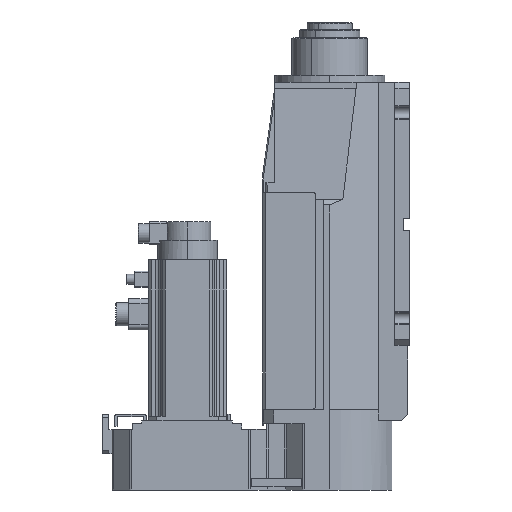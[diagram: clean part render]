
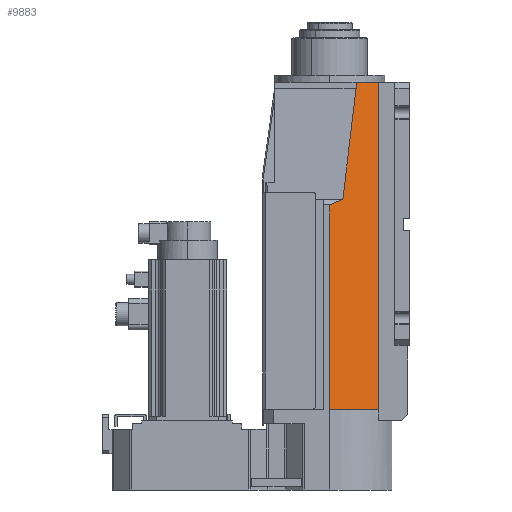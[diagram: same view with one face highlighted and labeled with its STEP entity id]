
A CAD part, left-side view. The second image highlights one B-rep face of the part: STEP entity #9883.
In plain terms, the highlighted planar face has unit normal (-0.917, -0.399, 0).
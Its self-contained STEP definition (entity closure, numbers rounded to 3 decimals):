
#2926 = CARTESIAN_POINT ( 'NONE',  ( -91., -43.682, 565. ) ) ;
#2982 = DIRECTION ( 'NONE',  ( 0., 0., -1. ) ) ;
#2983 = VECTOR ( 'NONE', #2982, 1000. ) ;
#2984 = CARTESIAN_POINT ( 'NONE',  ( -91., -43.682, 23. ) ) ;
#2985 = LINE ( 'NONE', #2984, #2983 ) ;
#2991 = CARTESIAN_POINT ( 'NONE',  ( -91., -43.682, 555. ) ) ;
#3020 = CARTESIAN_POINT ( 'NONE',  ( -100.5, -21.841, 371.5 ) ) ;
#3091 = DIRECTION ( 'NONE',  ( -0.051, 0.118, -0.992 ) ) ;
#3092 = VECTOR ( 'NONE', #3091, 1000. ) ;
#3093 = CARTESIAN_POINT ( 'NONE',  ( -91., -43.682, 555. ) ) ;
#3094 = LINE ( 'NONE', #3093, #3092 ) ;
#3712 = CARTESIAN_POINT ( 'NONE',  ( -75., -80.467, 565. ) ) ;
#3713 = DIRECTION ( 'NONE',  ( -0.399, 0.917, 0. ) ) ;
#3714 = VECTOR ( 'NONE', #3713, 1000. ) ;
#3715 = CARTESIAN_POINT ( 'NONE',  ( -75., -80.467, 565. ) ) ;
#3716 = LINE ( 'NONE', #3715, #3714 ) ;
#4346 = CARTESIAN_POINT ( 'NONE',  ( -110., 0., 362. ) ) ;
#4347 = DIRECTION ( 'NONE',  ( 0.399, -0.917, 0. ) ) ;
#4348 = DIRECTION ( 'NONE',  ( -0.917, -0.399, 0. ) ) ;
#4349 = CARTESIAN_POINT ( 'NONE',  ( -75., -80.467, 23. ) ) ;
#4350 = AXIS2_PLACEMENT_3D ( 'NONE', #4349, #4348, #4347 ) ;
#4351 = PLANE ( 'NONE',  #4350 ) ;
#4352 = FACE_OUTER_BOUND ( 'NONE', #9884, .T. ) ;
#4432 = DIRECTION ( 'NONE',  ( 0., 0., -1. ) ) ;
#4433 = VECTOR ( 'NONE', #4432, 1000. ) ;
#4434 = CARTESIAN_POINT ( 'NONE',  ( -75., -80.467, 0. ) ) ;
#4435 = LINE ( 'NONE', #4434, #4433 ) ;
#4436 = CARTESIAN_POINT ( 'NONE',  ( -75., -80.467, 23. ) ) ;
#4437 = DIRECTION ( 'NONE',  ( -0.399, 0.917, 0. ) ) ;
#4438 = VECTOR ( 'NONE', #4437, 1000. ) ;
#4439 = CARTESIAN_POINT ( 'NONE',  ( -75., -80.467, 23. ) ) ;
#4440 = LINE ( 'NONE', #4439, #4438 ) ;
#4441 = CARTESIAN_POINT ( 'NONE',  ( -110., 0., 23. ) ) ;
#4442 = DIRECTION ( 'NONE',  ( 0., 0., 1. ) ) ;
#4443 = VECTOR ( 'NONE', #4442, 1000. ) ;
#4444 = CARTESIAN_POINT ( 'NONE',  ( -110., 0., 0. ) ) ;
#4445 = LINE ( 'NONE', #4444, #4443 ) ;
#4446 = DIRECTION ( 'NONE',  ( -0.37, 0.852, -0.37 ) ) ;
#4447 = VECTOR ( 'NONE', #4446, 1000. ) ;
#4448 = CARTESIAN_POINT ( 'NONE',  ( -100.5, -21.841, 371.5 ) ) ;
#4449 = LINE ( 'NONE', #4448, #4447 ) ;
#8956 = VERTEX_POINT ( 'NONE', #2926 ) ;
#8995 = VERTEX_POINT ( 'NONE', #2991 ) ;
#8999 = EDGE_CURVE ( 'NONE', #8956, #8995, #2985, .T. ) ;
#9014 = VERTEX_POINT ( 'NONE', #3020 ) ;
#9051 = EDGE_CURVE ( 'NONE', #8995, #9014, #3094, .T. ) ;
#9453 = EDGE_CURVE ( 'NONE', #9454, #8956, #3716, .T. ) ;
#9454 = VERTEX_POINT ( 'NONE', #3712 ) ;
#9883 = ADVANCED_FACE ( 'NONE', ( #4352 ), #4351, .T. ) ;
#9884 = EDGE_LOOP ( 'NONE', ( #9885, #9886, #9944, #9946, #9949, #9952, #9954 ) ) ;
#9885 = ORIENTED_EDGE ( 'NONE', *, *, #8999, .T. ) ;
#9886 = ORIENTED_EDGE ( 'NONE', *, *, #9051, .T. ) ;
#9887 = VERTEX_POINT ( 'NONE', #4346 ) ;
#9944 = ORIENTED_EDGE ( 'NONE', *, *, #9945, .T. ) ;
#9945 = EDGE_CURVE ( 'NONE', #9014, #9887, #4449, .T. ) ;
#9946 = ORIENTED_EDGE ( 'NONE', *, *, #9947, .F. ) ;
#9947 = EDGE_CURVE ( 'NONE', #9948, #9887, #4445, .T. ) ;
#9948 = VERTEX_POINT ( 'NONE', #4441 ) ;
#9949 = ORIENTED_EDGE ( 'NONE', *, *, #9950, .F. ) ;
#9950 = EDGE_CURVE ( 'NONE', #9951, #9948, #4440, .T. ) ;
#9951 = VERTEX_POINT ( 'NONE', #4436 ) ;
#9952 = ORIENTED_EDGE ( 'NONE', *, *, #9953, .F. ) ;
#9953 = EDGE_CURVE ( 'NONE', #9454, #9951, #4435, .T. ) ;
#9954 = ORIENTED_EDGE ( 'NONE', *, *, #9453, .T. ) ;
